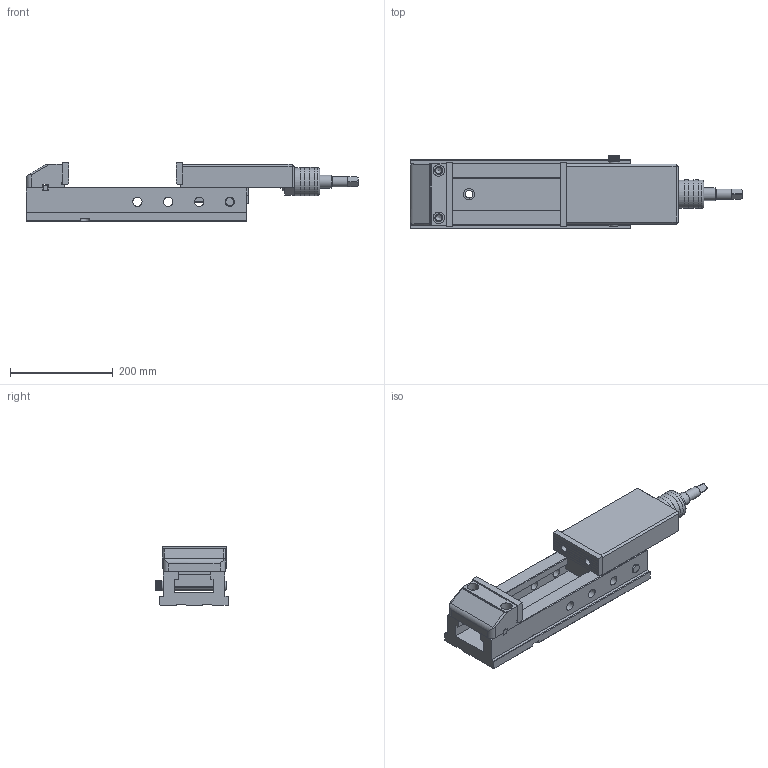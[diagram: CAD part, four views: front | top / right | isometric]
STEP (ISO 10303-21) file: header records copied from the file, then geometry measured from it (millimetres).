
FILE_DESCRIPTION(/* description */ (''),/* implementation_level */ '2;1');
FILE_NAME(/* name */ '31_125_Mordaza.stp',/* time_stamp */ '2013-07-29T12:34:40+02:00',/* author */ (''),/* organization */ (''),/* preprocessor_version */ 'ST-DEVELOPER v11',/* originating_system */ 'SIEMENS PLM Software NX 7.5',/* authorisation */ '');
FILE_SCHEMA (('AUTOMOTIVE_DESIGN { 1 0 10303 214 1 1 1 1 }'));
Length unit declared in the file: millimetre
Products named in the file (1): 31_125_Mordaza
Bounding box: 646.5 x 143.5 x 114 mm (x, y, z)
Volume: 3901466.9 mm3; surface area: 575726.1 mm2
Topology: 18 solids, 18 shells, 550 faces, 1467 edges, 977 vertices
Faces by surface type: plane 355, cylinder 111, cone 41, bspline 29, extrusion 8, torus 6
Full cylindrical faces by diameter (mm): 3.432 x2, 4 x2, 4.351 x1, 4.5 x2, 5.188 x4, 6 x1, 6.985 x6, 8.5 x2, 9 x4, 10 x4, 12.376 x4, 14 x6, 15 x6, 16.4 x1, 17.25 x1, 18 x9, 18.5 x1, 19 x1, 20 x5, 22 x7, 23 x1, 23.9 x1, 25 x3, 25.1 x2, 26.2 x1, 34 x2, 35.9 x1, 36 x1, 37 x1, 39 x2
Entity records: 20626 total; most frequent: CARTESIAN_POINT 4147, DIRECTION 2489, ORIENTED_EDGE 2348, EDGE_CURVE 1174, VERTEX_POINT 897, AXIS2_PLACEMENT_3D 863, EDGE_LOOP 815, VECTOR 763
